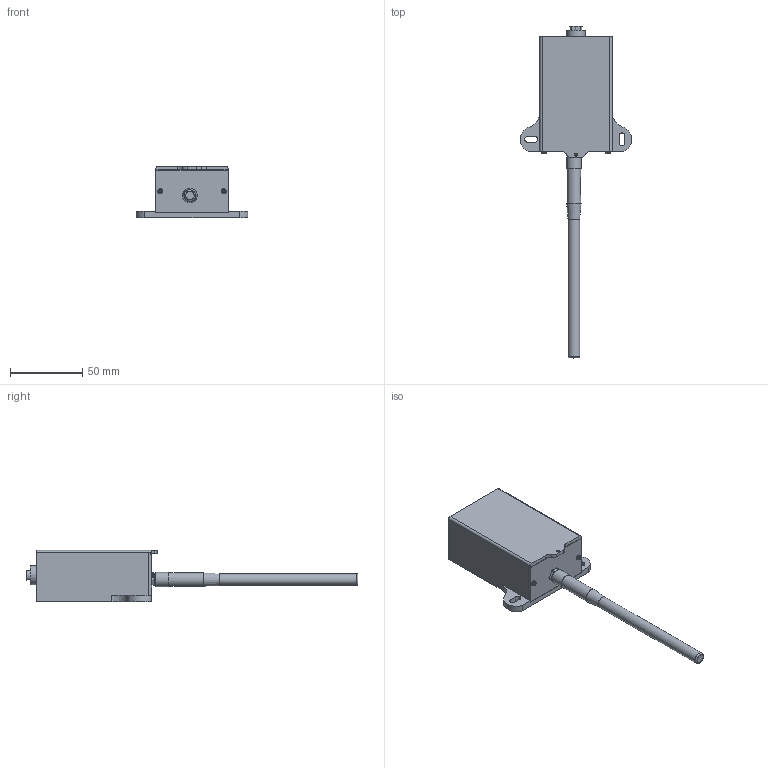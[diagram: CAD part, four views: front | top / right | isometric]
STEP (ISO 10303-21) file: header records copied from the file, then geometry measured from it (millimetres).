
FILE_DESCRIPTION(/* description */ (''),/* implementation_level */ '2;1');
FILE_NAME(/* name */ 'Wi-xxxC0xx.step',/* time_stamp */ '2021-07-29T08:35:19+02:00',/* author */ (''),/* organization */ (''),/* preprocessor_version */ 'ST-DEVELOPER v18.1',/* originating_system */ 'Autodesk Translation Framework v10.9.0.1377',/* authorisation */ '');
FILE_SCHEMA (('AUTOMOTIVE_DESIGN { 1 0 10303 214 3 1 1 }'));
Length unit declared in the file: millimetre
Products named in the file (18): Wi-xxxC0xx; E2-xx; WiOne_zlozenie; WiOne_wew; WiOne_pokrywa; WiOne_zew; zlacze_antena; 60326421102120; 60326421110420_ConnectorBody; 60326421110420_Insulator; 6032642111xx20_Washer; 60326421102120_Insulator2; 60326421110420_CenterPin; 60326421102120_Ferrule; 6032642111xx20_Nut; 6xx26421102120_Insulator; sruba_M2_C; antena_140
Assembly tree (18 placements, depth 5):
  Wi-xxxC0xx
    E2-xx
    WiOne_zlozenie
      WiOne_wew
      WiOne_pokrywa
      WiOne_zew
      zlacze_antena
        60326421102120
          60326421110420_ConnectorBody
          60326421110420_Insulator
          6032642111xx20_Washer
          60326421102120_Insulator2
          60326421110420_CenterPin
          60326421102120_Ferrule
          6032642111xx20_Nut
        6xx26421102120_Insulator
      sruba_M2_C  x2
    antena_140
Bounding box: 77.42 x 230 x 35.5 mm (x, y, z)
Volume: 75747.2 mm3; surface area: 60805.6 mm2
Topology: 15 solids, 17 shells, 446 faces, 1111 edges, 733 vertices
Faces by surface type: plane 246, cylinder 149, torus 25, cone 21, bspline 5
Full cylindrical faces by diameter (mm): 0.4 x1, 0.6 x1, 0.7 x1, 1.05 x1, 1.1 x1, 1.13 x1, 1.2 x7, 1.25 x1, 1.27 x2, 1.3 x1, 1.7 x2, 2 x11, 2.1 x2, 2.13 x1, 2.2 x3, 2.25 x1, 2.3 x1, 3 x3, 3.5 x2, 4 x1, 4.1 x2, 4.5 x2, 4.65 x1, 5.34 x1, 5.42 x13, 6 x1, 6.5 x1, 6.55 x3, 8 x1, 9.5 x1
Entity records: 16210 total; most frequent: CARTESIAN_POINT 5639, ORIENTED_EDGE 2110, DIRECTION 2091, EDGE_CURVE 1055, AXIS2_PLACEMENT_3D 764, VERTEX_POINT 696, LINE 563, VECTOR 563
